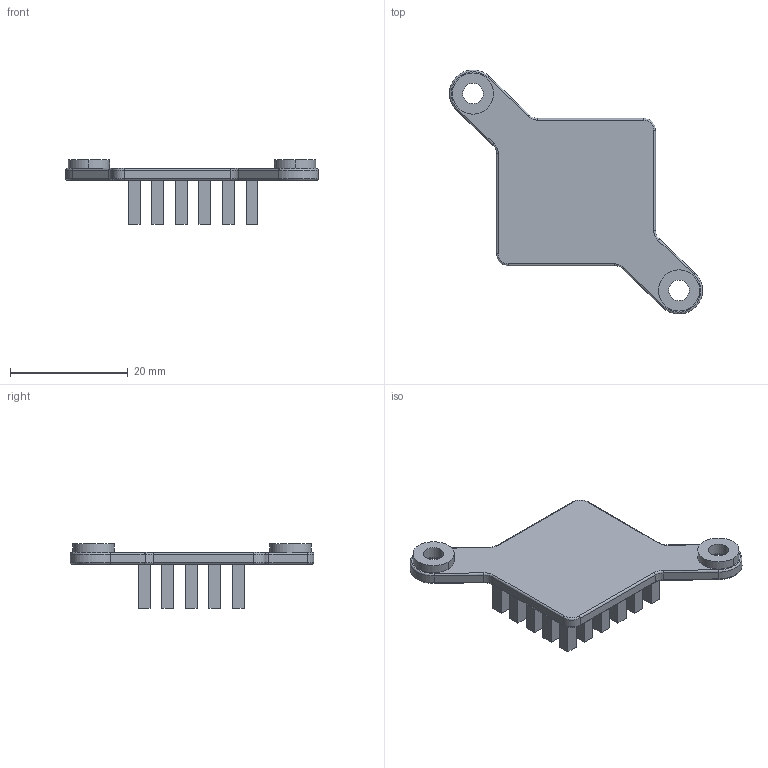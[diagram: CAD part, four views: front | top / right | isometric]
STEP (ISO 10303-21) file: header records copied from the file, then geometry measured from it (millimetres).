
FILE_DESCRIPTION((''),'2;1');
FILE_NAME('026-COMHS-TN21','2022-02-25T',('designer'),(''),'CREO PARAMETRIC BY PTC INC, 2016130','CREO PARAMETRIC BY PTC INC, 2016130','');
FILE_SCHEMA(('CONFIG_CONTROL_DESIGN'));
Length unit declared in the file: millimetre
Products named in the file (1): 026-COMHS-TN21
Bounding box: 42.98 x 41.43 x 11 mm (x, y, z)
Volume: 2572.2 mm3; surface area: 3879 mm2
Topology: 1 solids, 1 shells, 220 faces, 516 edges, 332 vertices
Faces by surface type: plane 164, cylinder 36, torus 20
Entity records: 6254 total; most frequent: CARTESIAN_POINT 1068, DIRECTION 1052, ORIENTED_EDGE 1032, EDGE_CURVE 516, VECTOR 420, LINE 420, VERTEX_POINT 332, AXIS2_PLACEMENT_3D 316
